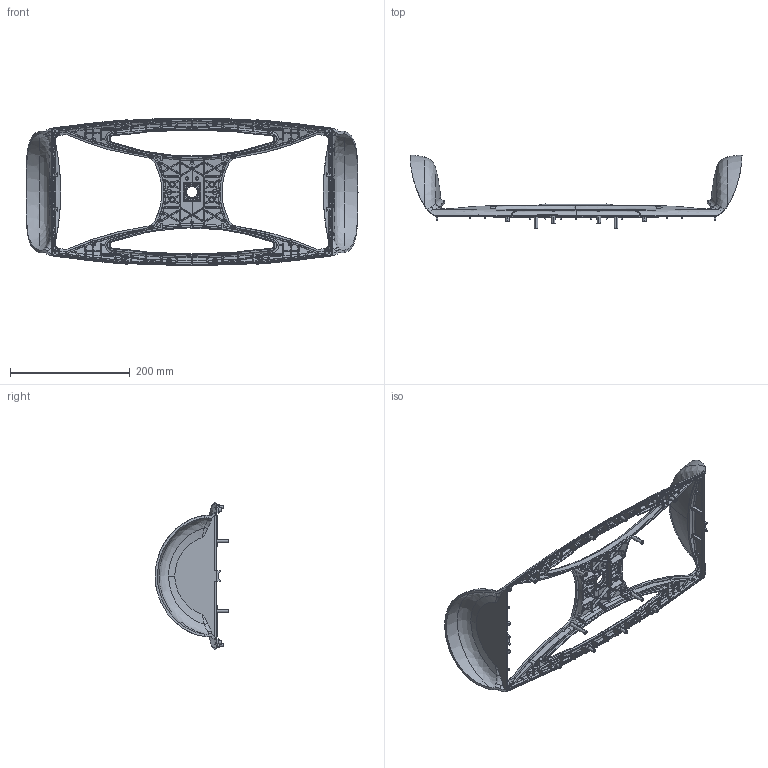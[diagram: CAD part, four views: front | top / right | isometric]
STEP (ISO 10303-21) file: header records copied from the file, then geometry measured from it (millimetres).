
FILE_DESCRIPTION (( 'STEP AP214' ), '1' );
FILE_NAME ('C00019_A_Housing.STEP', '2017-03-15T21:52:44', ( '' ), ( '' ), 'SwSTEP 2.0', 'SolidWorks 2013', '' );
FILE_SCHEMA (( 'AUTOMOTIVE_DESIGN' ));
Length unit declared in the file: millimetre
Products named in the file (1): C00019_A_Housing
Bounding box: 555.07 x 123.37 x 247.08 mm (x, y, z)
Surface area: 275975 mm2 (no closed solid volume)
Topology: 0 solids, 2 shells, 3508 faces, 9355 edges, 5701 vertices
Faces by surface type: bspline 1541, cylinder 944, plane 669, cone 340, torus 14
Entity records: 258351 total; most frequent: CARTESIAN_POINT 155598, ORIENTED_EDGE 18120, EDGE_CURVE 9073, B_SPLINE_CURVE_WITH_KNOTS 7389, DIRECTION 5712, VERTEX_POINT 5627, EDGE_LOOP 3559, UNCERTAINTY_MEASURE_WITH_UNIT 3493
